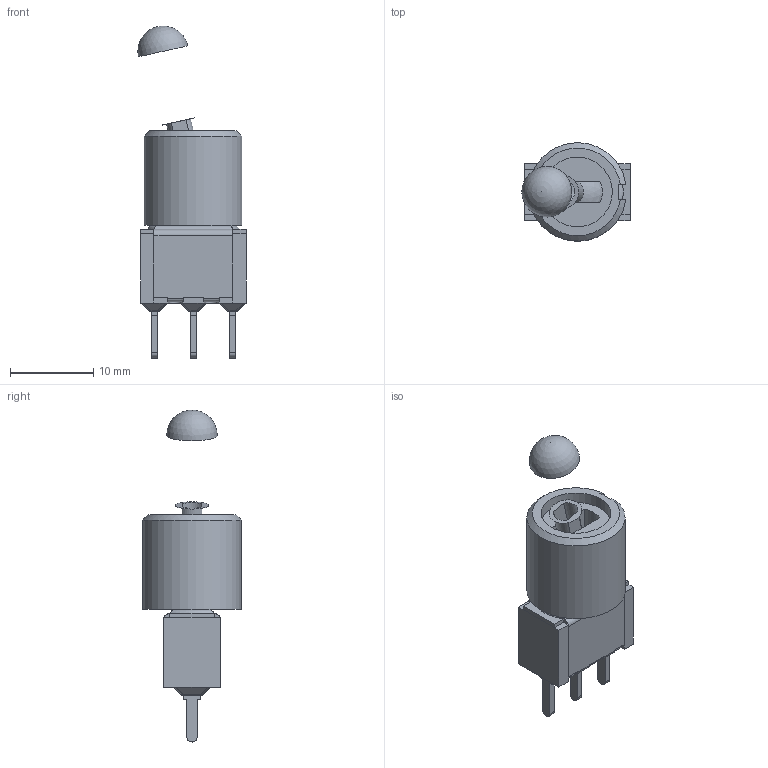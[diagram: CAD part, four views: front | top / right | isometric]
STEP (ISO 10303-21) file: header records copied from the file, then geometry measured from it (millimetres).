
FILE_DESCRIPTION(/* description */ (''),/* implementation_level */ '2;1');
FILE_NAME(/* name */ '100SPxT7B13M2xE.stp',/* time_stamp */ '2026-01-14T11:11:19-06:00',/* author */ ('jmeyers'),/* organization */ (''),/* preprocessor_version */ 'ST-DEVELOPER v18.1',/* originating_system */ 'Autodesk Inventor 2022',/* authorisation */ '');
FILE_SCHEMA (('AUTOMOTIVE_DESIGN { 1 0 10303 214 3 1 1 }'));
Length unit declared in the file: inch
Products named in the file (1): Part9
Bounding box: 13.04 x 11.84 x 39.98 mm (x, y, z)
Volume: 2051.9 mm3; surface area: 1882 mm2
Topology: 1 solids, 1 shells, 215 faces, 548 edges, 329 vertices
Faces by surface type: plane 150, cylinder 46, sphere 14, cone 3, torus 2
Full cylindrical faces by diameter (mm): 8.4 x2
Entity records: 6343 total; most frequent: CARTESIAN_POINT 1119, DIRECTION 1082, ORIENTED_EDGE 1068, EDGE_CURVE 534, LINE 406, VECTOR 406, AXIS2_PLACEMENT_3D 338, VERTEX_POINT 329
